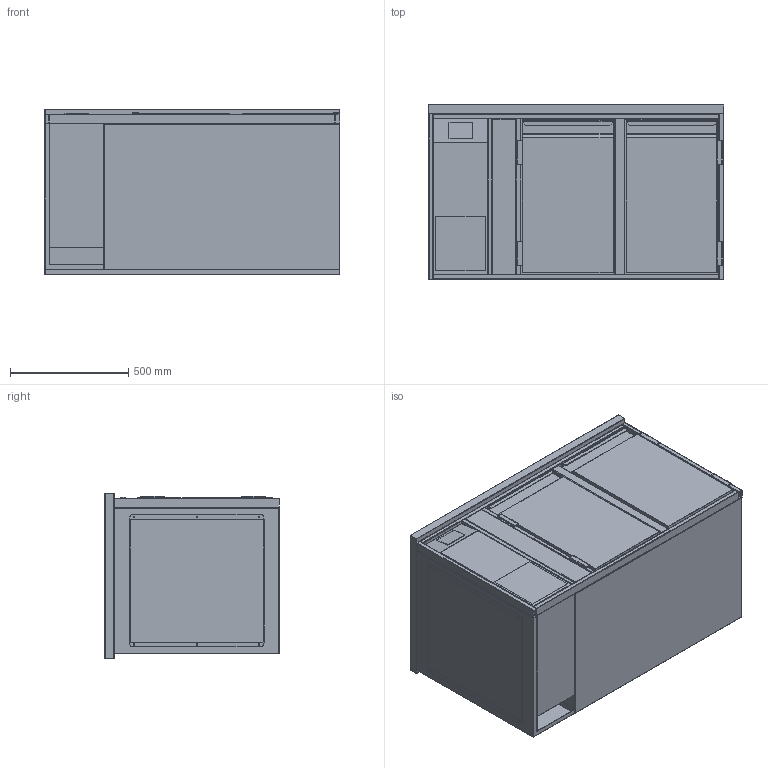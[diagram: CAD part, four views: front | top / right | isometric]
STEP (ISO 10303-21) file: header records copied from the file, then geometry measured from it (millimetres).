
FILE_DESCRIPTION (( 'STEP AP214' ), '1' );
FILE_NAME ('SE-2-70-S-L-2T-V03_8.step', '2025-02-25T08:29:54', ( '' ), ( '' ), 'SwSTEP 2.0', 'SolidWorks 2023', '' );
FILE_SCHEMA (( 'AUTOMOTIVE_DESIGN' ));
Length unit declared in the file: millimetre
Products named in the file (12): 20-03-43318_G-KT-Rahmen-Tür-400-700; 18-06-35404_TUER-385-645-L; 24-02-55011_G-KT-Fach-S-L-250-660-700; 20-03-43331_G-KT-Auflage-400-660-Ohne-Rost; 20-03-43331_G-KT-Auflage-400-660-mit-Rost; 20-03-43319_G-SA-Einbauelement-Tür-400-660-700-L; 18-06-35404_TUER-385-645-R; SE-2-70-S-L-2T-V03_8; 25-02-56863_Oberplatte-1250-700-40-L; 20-03-43319_G-SA-Einbauelement-Tür-400-660-700-R; 21-01-47566_G-SA-FRR-700-1250--1000B-1SV100-250; 25-02-56864_G-SA-Korpus-1000-660-700-L
Assembly tree (14 placements, depth 3):
  SE-2-70-S-L-2T-V03_8
    25-02-56864_G-SA-Korpus-1000-660-700-L
    21-01-47566_G-SA-FRR-700-1250--1000B-1SV100-250
    24-02-55011_G-KT-Fach-S-L-250-660-700
    20-03-43319_G-SA-Einbauelement-Tür-400-660-700-L
      20-03-43318_G-KT-Rahmen-Tür-400-700
      18-06-35404_TUER-385-645-L
      20-03-43331_G-KT-Auflage-400-660-Ohne-Rost
      20-03-43331_G-KT-Auflage-400-660-mit-Rost
    20-03-43319_G-SA-Einbauelement-Tür-400-660-700-R
      20-03-43318_G-KT-Rahmen-Tür-400-700
      18-06-35404_TUER-385-645-R
      20-03-43331_G-KT-Auflage-400-660-Ohne-Rost
      20-03-43331_G-KT-Auflage-400-660-mit-Rost
    25-02-56863_Oberplatte-1250-700-40-L
Bounding box: 1251 x 740 x 700 mm (x, y, z)
Volume: 155915581.9 mm3; surface area: 14672978.3 mm2
Topology: 35 solids, 35 shells, 1718 faces, 4546 edges, 2884 vertices
Faces by surface type: cylinder 1028, plane 594, sphere 34, torus 32, bspline 30
Entity records: 38090 total; most frequent: CARTESIAN_POINT 7315, DIRECTION 6489, ORIENTED_EDGE 6086, EDGE_CURVE 3043, AXIS2_PLACEMENT_3D 2376, VERTEX_POINT 1926, VECTOR 1737, LINE 1737
